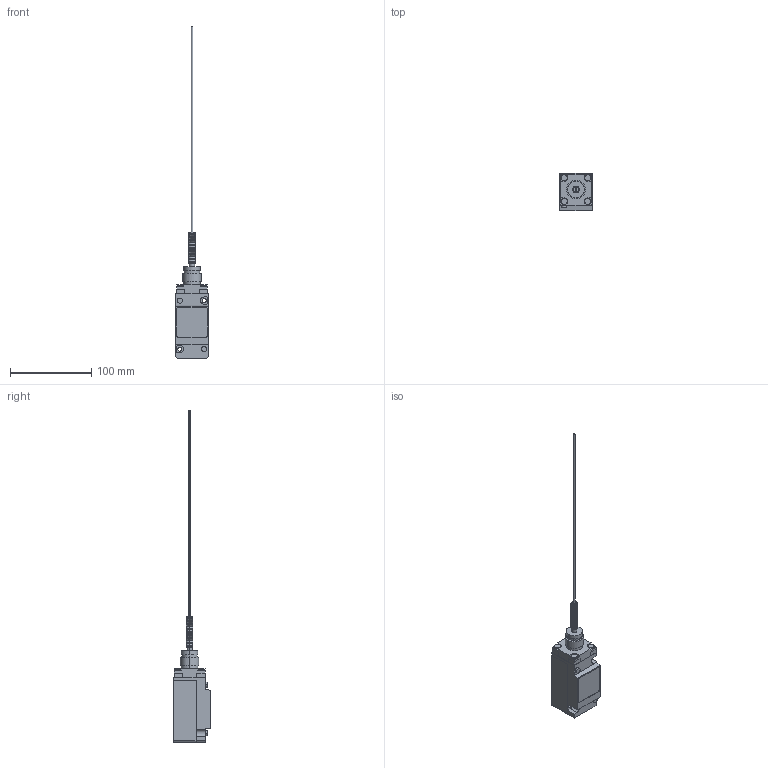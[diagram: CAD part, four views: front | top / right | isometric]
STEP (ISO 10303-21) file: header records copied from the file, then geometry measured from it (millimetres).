
FILE_DESCRIPTION(('STEP AP242'),'1');
FILE_NAME('9007c54k.stp','2021-09-15T20:49:11',('TraceParts'),('TraceParts S.A.'),'Spatial InterOp 3D',' ',' ');
FILE_SCHEMA(('AP242_MANAGED_MODEL_BASED_3D_ENGINEERING_MIM_LF {1 0 10303 442 1 1 4}'));
Length unit declared in the file: millimetre
Products named in the file (1): 9007c54k
Bounding box: 39.37 x 45.47 x 408.43 mm (x, y, z)
Volume: 153058.1 mm3; surface area: 25390 mm2
Topology: 1 solids, 1 shells, 229 faces, 536 edges, 326 vertices
Faces by surface type: plane 89, torus 80, cylinder 48, cone 12
Entity records: 8412 total; most frequent: DIRECTION 1266, CARTESIAN_POINT 1092, ORIENTED_EDGE 1072, EDGE_CURVE 536, AXIS2_PLACEMENT_3D 500, VERTEX_POINT 326, CIRCLE 270, LINE 266
